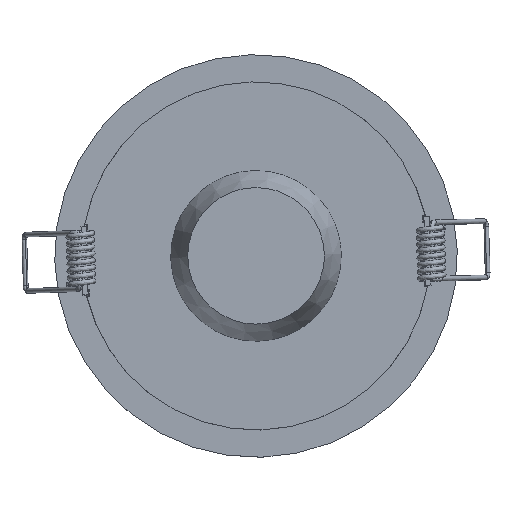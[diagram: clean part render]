
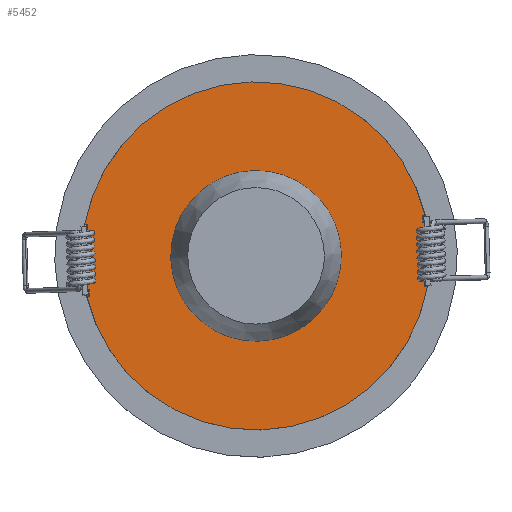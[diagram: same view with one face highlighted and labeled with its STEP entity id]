
A CAD part, top view. The second image highlights one B-rep face of the part: STEP entity #5452.
In plain terms, the highlighted planar face has unit normal (0, 0, 1).
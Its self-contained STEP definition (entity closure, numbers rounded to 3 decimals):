
#17 = LINE ( 'NONE', #7828, #1676 ) ;
#75 = VERTEX_POINT ( 'NONE', #813 ) ;
#93 = LINE ( 'NONE', #4927, #5914 ) ;
#313 = AXIS2_PLACEMENT_3D ( 'NONE', #2667, #3220, #5697 ) ;
#315 = LINE ( 'NONE', #5192, #6144 ) ;
#325 = VECTOR ( 'NONE', #2769, 1000. ) ;
#336 = DIRECTION ( 'NONE',  ( 0., 0., 1. ) ) ;
#366 = CARTESIAN_POINT ( 'NONE',  ( 49.124, -8.299, 10. ) ) ;
#429 = CARTESIAN_POINT ( 'NONE',  ( 24.997, 0.357, 10. ) ) ;
#478 = VERTEX_POINT ( 'NONE', #3277 ) ;
#524 = CARTESIAN_POINT ( 'NONE',  ( -48.852, -10.699, 10. ) ) ;
#592 = LINE ( 'NONE', #4400, #6953 ) ;
#603 = DIRECTION ( 'NONE',  ( 0.014, -1., 0. ) ) ;
#811 = CARTESIAN_POINT ( 'NONE',  ( -49.645, 9.792, 10. ) ) ;
#813 = CARTESIAN_POINT ( 'NONE',  ( -49.752, -11.212, 10. ) ) ;
#866 = ORIENTED_EDGE ( 'NONE', *, *, #2365, .T. ) ;
#999 = DIRECTION ( 'NONE',  ( -0.014, 1., 0. ) ) ;
#1055 = VERTEX_POINT ( 'NONE', #6559 ) ;
#1159 = EDGE_CURVE ( 'NONE', #3923, #3266, #17, .T. ) ;
#1184 = VERTEX_POINT ( 'NONE', #2336 ) ;
#1340 = CARTESIAN_POINT ( 'NONE',  ( -50.052, 9.786, 10. ) ) ;
#1361 = CARTESIAN_POINT ( 'NONE',  ( 51.116, -7.771, 10. ) ) ;
#1457 = EDGE_CURVE ( 'NONE', #75, #6561, #4871, .T. ) ;
#1538 = DIRECTION ( 'NONE',  ( 1., 0.014, 0. ) ) ;
#1586 = VERTEX_POINT ( 'NONE', #2742 ) ;
#1668 = ORIENTED_EDGE ( 'NONE', *, *, #5457, .F. ) ;
#1676 = VECTOR ( 'NONE', #2375, 1000. ) ;
#1715 = VERTEX_POINT ( 'NONE', #429 ) ;
#1725 = CARTESIAN_POINT ( 'NONE',  ( -49.124, 8.3, 10. ) ) ;
#1774 = DIRECTION ( 'NONE',  ( 1., 0.014, 0. ) ) ;
#1811 = EDGE_LOOP ( 'NONE', ( #1668 ) ) ;
#1980 = DIRECTION ( 'NONE',  ( 1., 0.014, 0. ) ) ;
#1982 = LINE ( 'NONE', #811, #2644 ) ;
#2073 = LINE ( 'NONE', #5711, #4035 ) ;
#2151 = DIRECTION ( 'NONE',  ( -1., -0.014, 0. ) ) ;
#2336 = CARTESIAN_POINT ( 'NONE',  ( -49.145, 9.799, 10. ) ) ;
#2365 = EDGE_CURVE ( 'NONE', #3266, #1586, #3021, .T. ) ;
#2375 = DIRECTION ( 'NONE',  ( -1., -0.014, 0. ) ) ;
#2397 = VERTEX_POINT ( 'NONE', #1340 ) ;
#2473 = LINE ( 'NONE', #6213, #4799 ) ;
#2569 = EDGE_LOOP ( 'NONE', ( #6766, #6053, #4124, #7786, #3543, #3581, #7633, #3755, #4535, #3534, #866, #3424, #2870, #5672, #4434, #4573 ) ) ;
#2597 = CARTESIAN_POINT ( 'NONE',  ( -50.873, -9.226, 10. ) ) ;
#2639 = VECTOR ( 'NONE', #4838, 1000. ) ;
#2644 = VECTOR ( 'NONE', #2804, 1000. ) ;
#2667 = CARTESIAN_POINT ( 'NONE',  ( 0., 0., 10. ) ) ;
#2742 = CARTESIAN_POINT ( 'NONE',  ( 48.845, 11.199, 10. ) ) ;
#2769 = DIRECTION ( 'NONE',  ( 1., 0.014, 0. ) ) ;
#2804 = DIRECTION ( 'NONE',  ( 1., 0.014, 0. ) ) ;
#2870 = ORIENTED_EDGE ( 'NONE', *, *, #3197, .T. ) ;
#2924 = CARTESIAN_POINT ( 'NONE',  ( 50.866, 9.728, 10. ) ) ;
#2965 = VERTEX_POINT ( 'NONE', #5420 ) ;
#2969 = CARTESIAN_POINT ( 'NONE',  ( -49.116, 7.8, 10. ) ) ;
#3021 = LINE ( 'NONE', #4305, #7280 ) ;
#3197 = EDGE_CURVE ( 'NONE', #1055, #2397, #3338, .T. ) ;
#3220 = DIRECTION ( 'NONE',  ( 0., 0., 1. ) ) ;
#3266 = VERTEX_POINT ( 'NONE', #7089 ) ;
#3277 = CARTESIAN_POINT ( 'NONE',  ( 49.116, -7.799, 10. ) ) ;
#3338 = CIRCLE ( 'NONE', #6137, 51. ) ;
#3424 = ORIENTED_EDGE ( 'NONE', *, *, #4621, .T. ) ;
#3534 = ORIENTED_EDGE ( 'NONE', *, *, #1159, .T. ) ;
#3543 = ORIENTED_EDGE ( 'NONE', *, *, #1457, .T. ) ;
#3581 = ORIENTED_EDGE ( 'NONE', *, *, #3698, .T. ) ;
#3600 = LINE ( 'NONE', #2924, #5414 ) ;
#3628 = AXIS2_PLACEMENT_3D ( 'NONE', #5061, #7472, #1980 ) ;
#3694 = FACE_OUTER_BOUND ( 'NONE', #2569, .T. ) ;
#3698 = EDGE_CURVE ( 'NONE', #6561, #2965, #315, .T. ) ;
#3755 = ORIENTED_EDGE ( 'NONE', *, *, #6512, .T. ) ;
#3833 = DIRECTION ( 'NONE',  ( 1., 0.014, 0. ) ) ;
#3923 = VERTEX_POINT ( 'NONE', #4475 ) ;
#4035 = VECTOR ( 'NONE', #3833, 1000. ) ;
#4124 = ORIENTED_EDGE ( 'NONE', *, *, #7181, .T. ) ;
#4265 = FACE_BOUND ( 'NONE', #1811, .T. ) ;
#4305 = CARTESIAN_POINT ( 'NONE',  ( 48.852, 10.699, 10. ) ) ;
#4328 = DIRECTION ( 'NONE',  ( 1., 0.014, 0. ) ) ;
#4365 = VERTEX_POINT ( 'NONE', #6432 ) ;
#4400 = CARTESIAN_POINT ( 'NONE',  ( -50.995, -0.728, 10. ) ) ;
#4434 = ORIENTED_EDGE ( 'NONE', *, *, #7534, .T. ) ;
#4443 = DIRECTION ( 'NONE',  ( -0.014, 1., 0. ) ) ;
#4475 = CARTESIAN_POINT ( 'NONE',  ( 50.873, 9.228, 10. ) ) ;
#4483 = EDGE_CURVE ( 'NONE', #6227, #3923, #3600, .T. ) ;
#4535 = ORIENTED_EDGE ( 'NONE', *, *, #4483, .T. ) ;
#4573 = ORIENTED_EDGE ( 'NONE', *, *, #7002, .T. ) ;
#4621 = EDGE_CURVE ( 'NONE', #1586, #1055, #93, .T. ) ;
#4799 = VECTOR ( 'NONE', #5627, 1000. ) ;
#4838 = DIRECTION ( 'NONE',  ( 0.014, -1., 0. ) ) ;
#4871 = CIRCLE ( 'NONE', #5870, 51. ) ;
#4927 = CARTESIAN_POINT ( 'NONE',  ( 49.855, 11.213, 10. ) ) ;
#5061 = CARTESIAN_POINT ( 'NONE',  ( 0., 0., 10. ) ) ;
#5148 = CARTESIAN_POINT ( 'NONE',  ( -51.116, 7.772, 10. ) ) ;
#5192 = CARTESIAN_POINT ( 'NONE',  ( 49.645, -9.792, 10. ) ) ;
#5331 = DIRECTION ( 'NONE',  ( -0.014, 1., 0. ) ) ;
#5333 = CARTESIAN_POINT ( 'NONE',  ( -48.874, -9.198, 10. ) ) ;
#5414 = VECTOR ( 'NONE', #5331, 1000. ) ;
#5420 = CARTESIAN_POINT ( 'NONE',  ( 49.145, -9.799, 10. ) ) ;
#5452 = ADVANCED_FACE ( 'NONE', ( #3694, #4265 ), #7832, .T. ) ;
#5457 = EDGE_CURVE ( 'NONE', #1715, #1715, #6811, .T. ) ;
#5573 = VECTOR ( 'NONE', #603, 1000. ) ;
#5627 = DIRECTION ( 'NONE',  ( -1., -0.014, 0. ) ) ;
#5672 = ORIENTED_EDGE ( 'NONE', *, *, #6872, .T. ) ;
#5697 = DIRECTION ( 'NONE',  ( 1., 0.014, 0. ) ) ;
#5711 = CARTESIAN_POINT ( 'NONE',  ( 0.121, -8.499, 10. ) ) ;
#5726 = CARTESIAN_POINT ( 'NONE',  ( 0.121, -8.498, 10. ) ) ;
#5783 = EDGE_CURVE ( 'NONE', #7730, #5854, #7542, .T. ) ;
#5854 = VERTEX_POINT ( 'NONE', #5333 ) ;
#5870 = AXIS2_PLACEMENT_3D ( 'NONE', #7247, #5957, #1774 ) ;
#5914 = VECTOR ( 'NONE', #4328, 1000. ) ;
#5957 = DIRECTION ( 'NONE',  ( 0., 0., 1. ) ) ;
#5994 = LINE ( 'NONE', #524, #5573 ) ;
#6053 = ORIENTED_EDGE ( 'NONE', *, *, #5783, .T. ) ;
#6137 = AXIS2_PLACEMENT_3D ( 'NONE', #7097, #336, #1538 ) ;
#6144 = VECTOR ( 'NONE', #2151, 1000. ) ;
#6213 = CARTESIAN_POINT ( 'NONE',  ( -49.855, -11.213, 10. ) ) ;
#6225 = EDGE_CURVE ( 'NONE', #7730, #6332, #592, .T. ) ;
#6227 = VERTEX_POINT ( 'NONE', #1361 ) ;
#6284 = EDGE_CURVE ( 'NONE', #4365, #75, #2473, .T. ) ;
#6287 = LINE ( 'NONE', #366, #7714 ) ;
#6332 = VERTEX_POINT ( 'NONE', #5148 ) ;
#6432 = CARTESIAN_POINT ( 'NONE',  ( -48.845, -11.199, 10. ) ) ;
#6453 = VECTOR ( 'NONE', #6667, 1000. ) ;
#6512 = EDGE_CURVE ( 'NONE', #478, #6227, #2073, .T. ) ;
#6559 = CARTESIAN_POINT ( 'NONE',  ( 49.752, 11.212, 10. ) ) ;
#6561 = VERTEX_POINT ( 'NONE', #6567 ) ;
#6567 = CARTESIAN_POINT ( 'NONE',  ( 50.052, -9.786, 10. ) ) ;
#6667 = DIRECTION ( 'NONE',  ( -1., -0.014, 0. ) ) ;
#6750 = EDGE_CURVE ( 'NONE', #2965, #478, #6287, .T. ) ;
#6766 = ORIENTED_EDGE ( 'NONE', *, *, #6225, .F. ) ;
#6811 = CIRCLE ( 'NONE', #3628, 25. ) ;
#6872 = EDGE_CURVE ( 'NONE', #2397, #1184, #1982, .T. ) ;
#6953 = VECTOR ( 'NONE', #4443, 1000. ) ;
#7002 = EDGE_CURVE ( 'NONE', #7156, #6332, #7772, .T. ) ;
#7089 = CARTESIAN_POINT ( 'NONE',  ( 48.874, 9.199, 10. ) ) ;
#7097 = CARTESIAN_POINT ( 'NONE',  ( 0., 0., 10. ) ) ;
#7156 = VERTEX_POINT ( 'NONE', #2969 ) ;
#7162 = LINE ( 'NONE', #1725, #2639 ) ;
#7181 = EDGE_CURVE ( 'NONE', #5854, #4365, #5994, .T. ) ;
#7215 = CARTESIAN_POINT ( 'NONE',  ( -51.116, 7.772, 10. ) ) ;
#7247 = CARTESIAN_POINT ( 'NONE',  ( 0., 0., 10. ) ) ;
#7280 = VECTOR ( 'NONE', #7384, 1000. ) ;
#7384 = DIRECTION ( 'NONE',  ( -0.014, 1., 0. ) ) ;
#7472 = DIRECTION ( 'NONE',  ( 0., 0., 1. ) ) ;
#7534 = EDGE_CURVE ( 'NONE', #1184, #7156, #7162, .T. ) ;
#7542 = LINE ( 'NONE', #5726, #325 ) ;
#7633 = ORIENTED_EDGE ( 'NONE', *, *, #6750, .T. ) ;
#7714 = VECTOR ( 'NONE', #999, 1000. ) ;
#7730 = VERTEX_POINT ( 'NONE', #2597 ) ;
#7772 = LINE ( 'NONE', #7215, #6453 ) ;
#7786 = ORIENTED_EDGE ( 'NONE', *, *, #6284, .T. ) ;
#7828 = CARTESIAN_POINT ( 'NONE',  ( -0.121, 8.499, 10. ) ) ;
#7832 = PLANE ( 'NONE',  #313 ) ;
